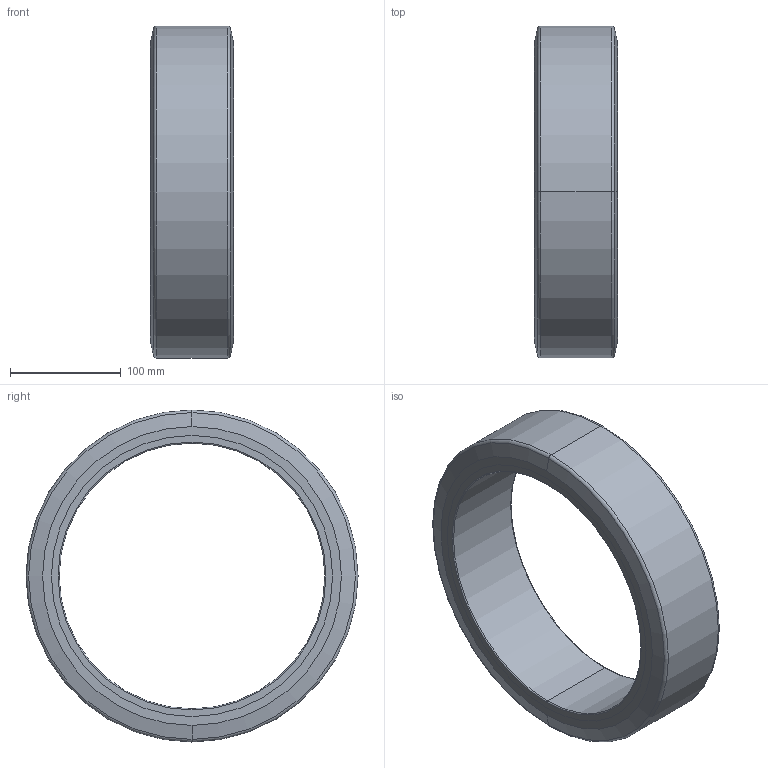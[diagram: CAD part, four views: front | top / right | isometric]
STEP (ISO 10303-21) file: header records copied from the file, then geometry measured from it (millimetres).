
FILE_DESCRIPTION (( 'STEP AP214' ), '1' );
FILE_NAME ('0032090.step', '2022-09-20T07:31:49', ( '' ), ( '' ), 'SwSTEP 2.0', 'SolidWorks 2020', '' );
FILE_SCHEMA (( 'AUTOMOTIVE_DESIGN' ));
Length unit declared in the file: millimetre
Products named in the file (1): 0032090
Bounding box: 75 x 300 x 300 mm (x, y, z)
Volume: 1862438.9 mm3; surface area: 290299.6 mm2
Topology: 2 solids, 2 shells, 24 faces, 48 edges, 28 vertices
Faces by surface type: torus 8, cylinder 8, plane 4, cone 4
Entity records: 683 total; most frequent: DIRECTION 134, CARTESIAN_POINT 101, ORIENTED_EDGE 96, AXIS2_PLACEMENT_3D 61, EDGE_CURVE 48, CIRCLE 36, VERTEX_POINT 28, EDGE_LOOP 28
